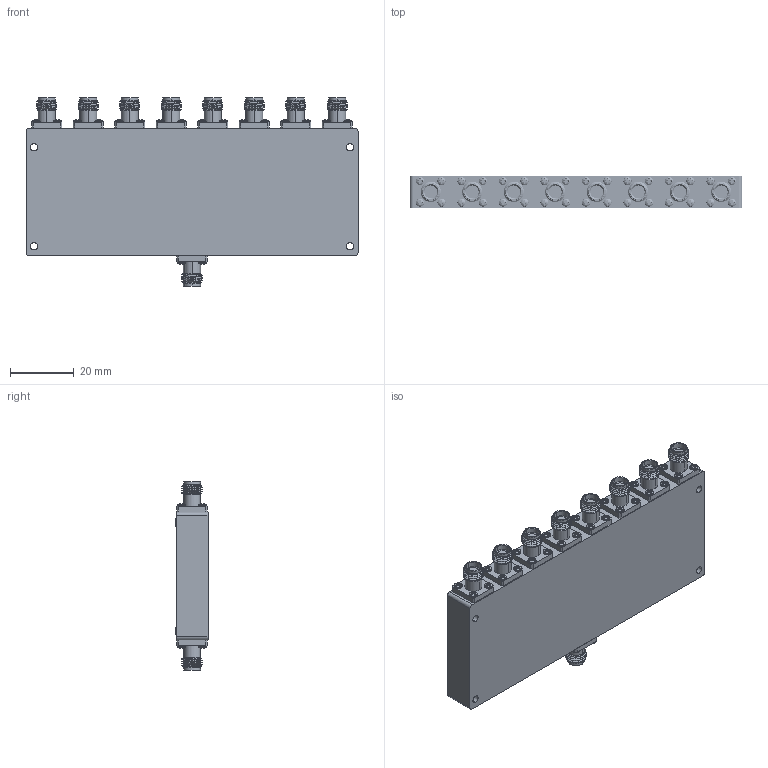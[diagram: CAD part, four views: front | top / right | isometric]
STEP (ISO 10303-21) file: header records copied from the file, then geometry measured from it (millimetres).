
FILE_DESCRIPTION (( 'STEP AP214' ), '1' );
FILE_NAME ('FMDV1285_3D.step', '2025-03-18T15:13:18', ( '' ), ( '' ), 'SwSTEP 2.0', 'SolidWorks 2022', '' );
FILE_SCHEMA (( 'AUTOMOTIVE_DESIGN' ));
Length unit declared in the file: inch
Products named in the file (3): Body^FMDV1285; FMDV1285_3D; 2.92mm FEMALE^FMDV1285
Assembly tree (10 placements, depth 2):
  FMDV1285_3D
    Body^FMDV1285
    2.92mm FEMALE^FMDV1285  x9
Bounding box: 104 x 10.03 x 59.15 mm (x, y, z)
Volume: 44078.1 mm3; surface area: 16592.1 mm2
Topology: 10 solids, 10 shells, 3795 faces, 10323 edges, 6837 vertices
Faces by surface type: cylinder 1416, plane 1397, bspline 478, cone 324, torus 144, sphere 36
Entity records: 64754 total; most frequent: CARTESIAN_POINT 36475, ORIENTED_EDGE 6718, DIRECTION 4316, EDGE_CURVE 3359, VERTEX_POINT 2237, VECTOR 2012, LINE 2012, EDGE_LOOP 1352
